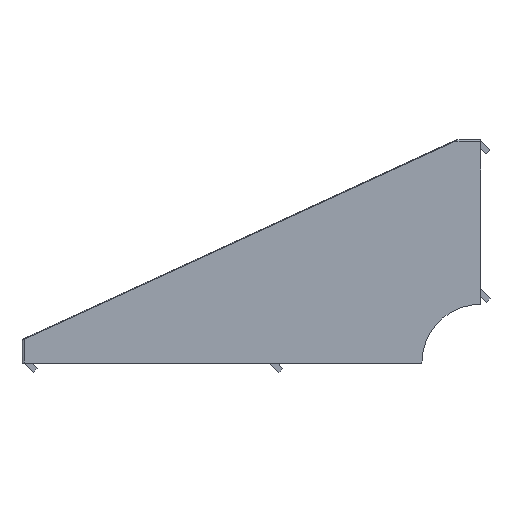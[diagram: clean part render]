
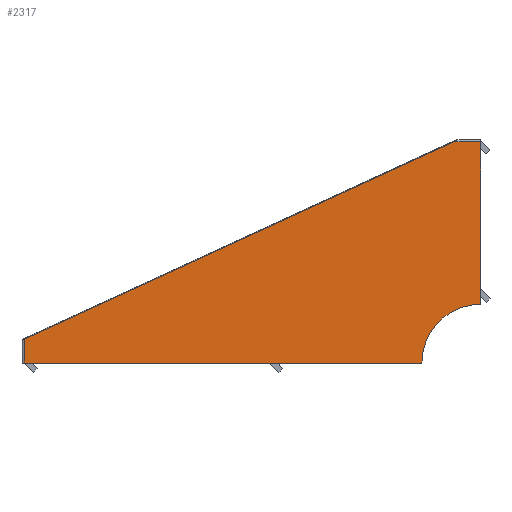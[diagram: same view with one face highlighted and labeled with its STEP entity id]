
A CAD part, left-side view. The second image highlights one B-rep face of the part: STEP entity #2317.
In plain terms, the highlighted planar face has unit normal (-1, 0, 0).
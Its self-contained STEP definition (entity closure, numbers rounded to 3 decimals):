
#8 = CARTESIAN_POINT ( 'NONE',  ( -28., 15., 0. ) ) ;
#188 = CARTESIAN_POINT ( 'NONE',  ( -28., 116.4, 0. ) ) ;
#243 = AXIS2_PLACEMENT_3D ( 'NONE', #3003, #777, #3350 ) ;
#571 = LINE ( 'NONE', #4165, #3270 ) ;
#622 = LINE ( 'NONE', #3296, #4465 ) ;
#660 = EDGE_CURVE ( 'NONE', #1608, #984, #571, .T. ) ;
#715 = DIRECTION ( 'NONE',  ( 0., 0., -1. ) ) ;
#777 = DIRECTION ( 'NONE',  ( -1., 0., 0. ) ) ;
#812 = EDGE_CURVE ( 'NONE', #1627, #3215, #622, .T. ) ;
#830 = AXIS2_PLACEMENT_3D ( 'NONE', #1268, #3804, #1641 ) ;
#878 = ORIENTED_EDGE ( 'NONE', *, *, #2217, .T. ) ;
#984 = VERTEX_POINT ( 'NONE', #3714 ) ;
#1054 = EDGE_LOOP ( 'NONE', ( #4703, #3542, #878, #3539, #1674, #1272, #2480 ) ) ;
#1268 = CARTESIAN_POINT ( 'NONE',  ( -28., 0., 0. ) ) ;
#1272 = ORIENTED_EDGE ( 'NONE', *, *, #812, .F. ) ;
#1371 = PLANE ( 'NONE',  #1684 ) ;
#1608 = VERTEX_POINT ( 'NONE', #1928 ) ;
#1627 = VERTEX_POINT ( 'NONE', #4447 ) ;
#1641 = DIRECTION ( 'NONE',  ( 0., 0., 1. ) ) ;
#1674 = ORIENTED_EDGE ( 'NONE', *, *, #2380, .F. ) ;
#1684 = AXIS2_PLACEMENT_3D ( 'NONE', #3894, #4259, #2108 ) ;
#1836 = EDGE_CURVE ( 'NONE', #3264, #2387, #4616, .T. ) ;
#1860 = EDGE_CURVE ( 'NONE', #984, #3030, #2874, .T. ) ;
#1928 = CARTESIAN_POINT ( 'NONE',  ( -28., 6.827, 56.4 ) ) ;
#2058 = VECTOR ( 'NONE', #3758, 1000. ) ;
#2108 = DIRECTION ( 'NONE',  ( 0., 0., 1. ) ) ;
#2217 = EDGE_CURVE ( 'NONE', #3030, #2387, #3799, .T. ) ;
#2317 = ADVANCED_FACE ( 'NONE', ( #3256 ), #1371, .T. ) ;
#2380 = EDGE_CURVE ( 'NONE', #3215, #3264, #3965, .T. ) ;
#2387 = VERTEX_POINT ( 'NONE', #4163 ) ;
#2480 = ORIENTED_EDGE ( 'NONE', *, *, #4706, .T. ) ;
#2725 = CARTESIAN_POINT ( 'NONE',  ( -28., 0., 56.4 ) ) ;
#2874 = CIRCLE ( 'NONE', #243, 0.8 ) ;
#3003 = CARTESIAN_POINT ( 'NONE',  ( -28., 116., 5.359 ) ) ;
#3030 = VERTEX_POINT ( 'NONE', #3841 ) ;
#3147 = DIRECTION ( 'NONE',  ( 0., 0., -1. ) ) ;
#3215 = VERTEX_POINT ( 'NONE', #4623 ) ;
#3256 = FACE_OUTER_BOUND ( 'NONE', #1054, .T. ) ;
#3264 = VERTEX_POINT ( 'NONE', #3612 ) ;
#3270 = VECTOR ( 'NONE', #3805, 1000. ) ;
#3296 = CARTESIAN_POINT ( 'NONE',  ( -28., 0., 57. ) ) ;
#3350 = DIRECTION ( 'NONE',  ( 0., 0., 1. ) ) ;
#3539 = ORIENTED_EDGE ( 'NONE', *, *, #1836, .F. ) ;
#3542 = ORIENTED_EDGE ( 'NONE', *, *, #1860, .T. ) ;
#3612 = CARTESIAN_POINT ( 'NONE',  ( -28., 15., 0. ) ) ;
#3680 = VECTOR ( 'NONE', #4379, 1000. ) ;
#3714 = CARTESIAN_POINT ( 'NONE',  ( -28., 116.334, 6.086 ) ) ;
#3758 = DIRECTION ( 'NONE',  ( 0., 1., 0. ) ) ;
#3799 = LINE ( 'NONE', #188, #4611 ) ;
#3804 = DIRECTION ( 'NONE',  ( -1., 0., 0. ) ) ;
#3805 = DIRECTION ( 'NONE',  ( 0., 0.909, -0.418 ) ) ;
#3841 = CARTESIAN_POINT ( 'NONE',  ( -28., 116.4, 6.052 ) ) ;
#3894 = CARTESIAN_POINT ( 'NONE',  ( -28., 0., 0. ) ) ;
#3965 = CIRCLE ( 'NONE', #830, 15. ) ;
#3968 = LINE ( 'NONE', #2725, #2058 ) ;
#4163 = CARTESIAN_POINT ( 'NONE',  ( -28., 116.4, 0. ) ) ;
#4165 = CARTESIAN_POINT ( 'NONE',  ( -28., 22.587, 49.159 ) ) ;
#4259 = DIRECTION ( 'NONE',  ( -1., 0., 0. ) ) ;
#4379 = DIRECTION ( 'NONE',  ( 0., 1., 0. ) ) ;
#4447 = CARTESIAN_POINT ( 'NONE',  ( -28., 0., 56.4 ) ) ;
#4465 = VECTOR ( 'NONE', #715, 1000. ) ;
#4611 = VECTOR ( 'NONE', #3147, 1000. ) ;
#4616 = LINE ( 'NONE', #8, #3680 ) ;
#4623 = CARTESIAN_POINT ( 'NONE',  ( -28., 0., 15. ) ) ;
#4703 = ORIENTED_EDGE ( 'NONE', *, *, #660, .T. ) ;
#4706 = EDGE_CURVE ( 'NONE', #1627, #1608, #3968, .T. ) ;
